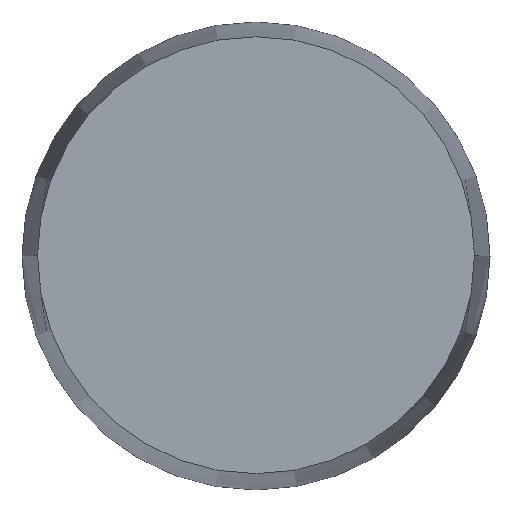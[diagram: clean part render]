
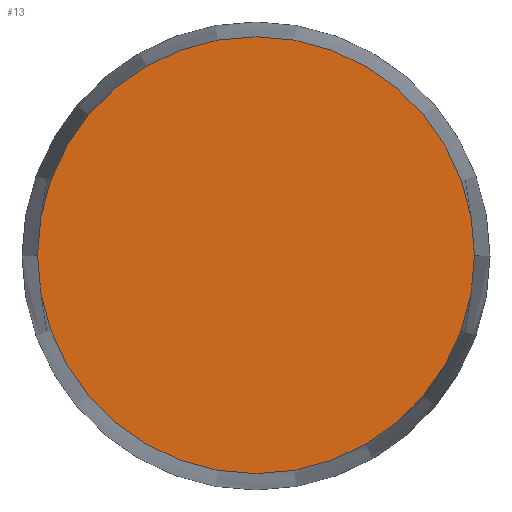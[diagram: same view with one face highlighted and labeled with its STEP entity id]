
A CAD part, top view. The second image highlights one B-rep face of the part: STEP entity #13.
In plain terms, the highlighted planar face has unit normal (0, 0, 1).
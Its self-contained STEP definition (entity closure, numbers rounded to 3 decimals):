
#2 = CARTESIAN_POINT ( 'NONE',  ( 0., 0., 21.336 ) ) ;
#13 = ADVANCED_FACE ( 'NONE', ( #151 ), #209, .T. ) ;
#14 = EDGE_LOOP ( 'NONE', ( #59, #83 ) ) ;
#19 = DIRECTION ( 'NONE',  ( 0., 0., 1. ) ) ;
#33 = DIRECTION ( 'NONE',  ( 1., 0., 0. ) ) ;
#50 = CARTESIAN_POINT ( 'NONE',  ( 0., 0., 21.336 ) ) ;
#59 = ORIENTED_EDGE ( 'NONE', *, *, #93, .T. ) ;
#68 = AXIS2_PLACEMENT_3D ( 'NONE', #2, #154, #132 ) ;
#74 = EDGE_CURVE ( 'NONE', #79, #127, #78, .T. ) ;
#78 = CIRCLE ( 'NONE', #197, 5.243 ) ;
#79 = VERTEX_POINT ( 'NONE', #184 ) ;
#83 = ORIENTED_EDGE ( 'NONE', *, *, #74, .T. ) ;
#93 = EDGE_CURVE ( 'NONE', #127, #79, #214, .T. ) ;
#114 = CARTESIAN_POINT ( 'NONE',  ( 5.243, 0., 21.336 ) ) ;
#117 = DIRECTION ( 'NONE',  ( 0., 0., 1. ) ) ;
#127 = VERTEX_POINT ( 'NONE', #114 ) ;
#132 = DIRECTION ( 'NONE',  ( 1., 0., 0. ) ) ;
#151 = FACE_OUTER_BOUND ( 'NONE', #14, .T. ) ;
#154 = DIRECTION ( 'NONE',  ( 0., 0., 1. ) ) ;
#184 = CARTESIAN_POINT ( 'NONE',  ( -5.243, 0., 21.336 ) ) ;
#186 = DIRECTION ( 'NONE',  ( 1., 0., 0. ) ) ;
#197 = AXIS2_PLACEMENT_3D ( 'NONE', #50, #117, #186 ) ;
#203 = AXIS2_PLACEMENT_3D ( 'NONE', #207, #19, #33 ) ;
#207 = CARTESIAN_POINT ( 'NONE',  ( 0., 0., 21.336 ) ) ;
#209 = PLANE ( 'NONE',  #68 ) ;
#214 = CIRCLE ( 'NONE', #203, 5.243 ) ;
